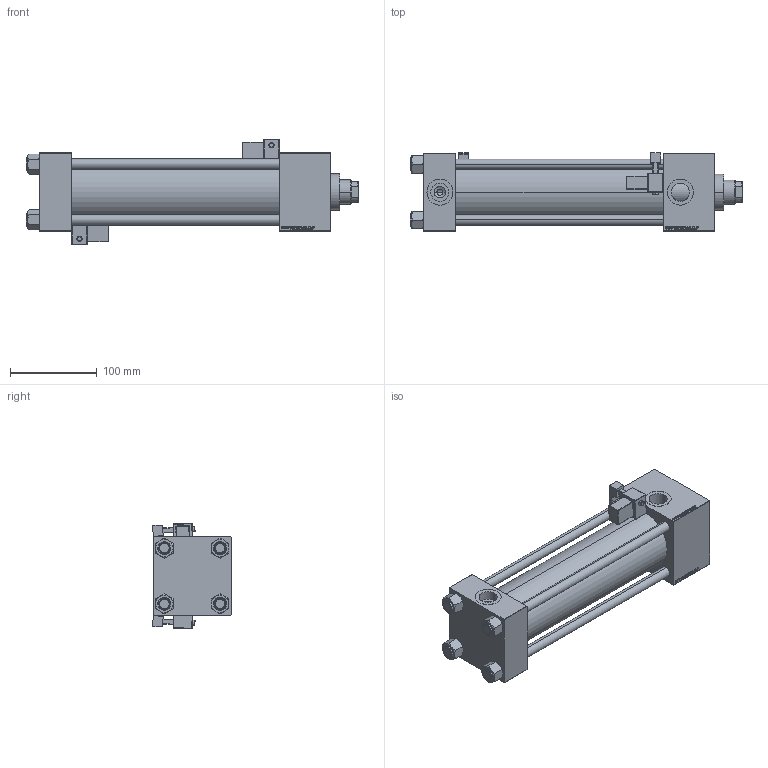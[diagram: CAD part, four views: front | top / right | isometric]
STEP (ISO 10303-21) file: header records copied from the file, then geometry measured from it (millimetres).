
FILE_DESCRIPTION (( 'STEP AP203' ), '1' );
FILE_NAME ('0307.STEP', '2022-04-16T11:43:34', ( '' ), ( '' ), 'SwSTEP 2.0', 'SolidWorks 2019', '' );
FILE_SCHEMA (( 'CONFIG_CONTROL_DESIGN' ));
Length unit declared in the file: millimetre
Products named in the file (7): V215CR_C_Body 3fab99b2cec6b1a053c31e7a0a79f204; V215CR_MSU 3fab99b2cec6b1a053c31e7a0a79f204; V215CR_C_TYCINKA 3fab99b2cec6b1a053c31e7a0a79f204; V215CR_VCP_C 3fab99b2cec6b1a053c31e7a0a79f204; V215_VC_A 3fab99b2cec6b1a053c31e7a0a79f204; NUT_M5_C 3fab99b2cec6b1a053c31e7a0a79f204; 0307
Assembly tree (13 placements, depth 2):
  0307
    V215CR_C_Body 3fab99b2cec6b1a053c31e7a0a79f204
    V215CR_VCP_C 3fab99b2cec6b1a053c31e7a0a79f204
    NUT_M5_C 3fab99b2cec6b1a053c31e7a0a79f204  x4
    V215CR_C_TYCINKA 3fab99b2cec6b1a053c31e7a0a79f204  x4
    V215_VC_A 3fab99b2cec6b1a053c31e7a0a79f204
    V215CR_MSU 3fab99b2cec6b1a053c31e7a0a79f204  x2
Bounding box: 383 x 90.53 x 121.57 mm (x, y, z)
Volume: 1292215.3 mm3; surface area: 309097.1 mm2
Topology: 13 solids, 13 shells, 1308 faces, 3247 edges, 2067 vertices
Faces by surface type: plane 586, bspline 392, cylinder 150, cone 136, sphere 24, torus 20
Entity records: 52593 total; most frequent: CARTESIAN_POINT 27491, ORIENTED_EDGE 5604, DIRECTION 3726, EDGE_CURVE 2802, VERTEX_POINT 1827, LINE 1694, VECTOR 1694, EDGE_LOOP 1245
